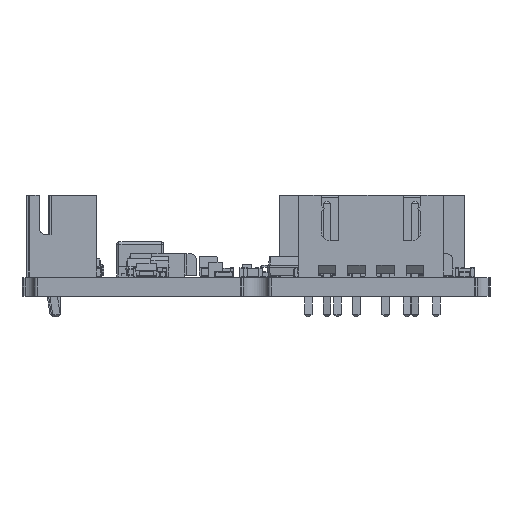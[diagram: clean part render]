
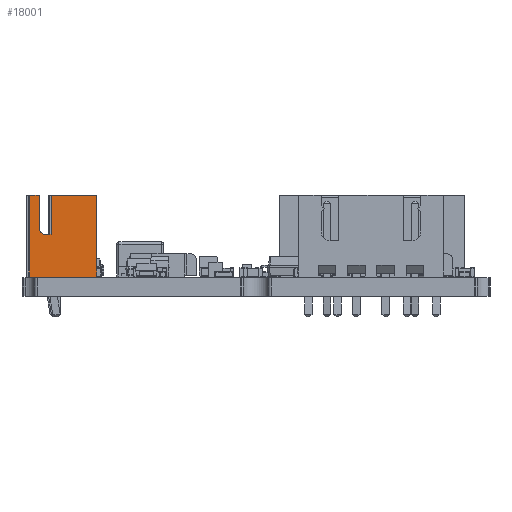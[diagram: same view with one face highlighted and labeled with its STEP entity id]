
A CAD part, left-side view. The second image highlights one B-rep face of the part: STEP entity #18001.
In plain terms, the highlighted planar face has unit normal (-1, 0, 0).
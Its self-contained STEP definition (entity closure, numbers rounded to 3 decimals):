
#17873 = VERTEX_POINT('',#17874);
#17874 = CARTESIAN_POINT('',(-2.45,0.5,7.));
#17880 = EDGE_CURVE('',#17873,#17881,#17883,.T.);
#17881 = VERTEX_POINT('',#17882);
#17882 = CARTESIAN_POINT('',(-2.45,-3.4,7.));
#17883 = LINE('',#17884,#17885);
#17884 = CARTESIAN_POINT('',(-2.45,2.35,7.));
#17885 = VECTOR('',#17886,1.);
#17886 = DIRECTION('',(0.,-1.,0.));
#17953 = VERTEX_POINT('',#17954);
#17954 = CARTESIAN_POINT('',(-2.45,0.5,3.65));
#17960 = EDGE_CURVE('',#17953,#17873,#17961,.T.);
#17961 = LINE('',#17962,#17963);
#17962 = CARTESIAN_POINT('',(-2.45,0.5,1.825));
#17963 = VECTOR('',#17964,1.);
#17964 = DIRECTION('',(0.,0.,1.));
#18001 = ADVANCED_FACE('',(#18002),#18061,.F.);
#18002 = FACE_BOUND('',#18003,.F.);
#18003 = EDGE_LOOP('',(#18004,#18014,#18022,#18030,#18038,#18047,#18053,
    #18054,#18055));
#18004 = ORIENTED_EDGE('',*,*,#18005,.F.);
#18005 = EDGE_CURVE('',#18006,#18008,#18010,.T.);
#18006 = VERTEX_POINT('',#18007);
#18007 = CARTESIAN_POINT('',(-2.45,2.35,0.));
#18008 = VERTEX_POINT('',#18009);
#18009 = CARTESIAN_POINT('',(-2.45,-3.4,0.));
#18010 = LINE('',#18011,#18012);
#18011 = CARTESIAN_POINT('',(-2.45,2.35,0.));
#18012 = VECTOR('',#18013,1.);
#18013 = DIRECTION('',(0.,-1.,0.));
#18014 = ORIENTED_EDGE('',*,*,#18015,.T.);
#18015 = EDGE_CURVE('',#18006,#18016,#18018,.T.);
#18016 = VERTEX_POINT('',#18017);
#18017 = CARTESIAN_POINT('',(-2.45,2.35,7.));
#18018 = LINE('',#18019,#18020);
#18019 = CARTESIAN_POINT('',(-2.45,2.35,0.));
#18020 = VECTOR('',#18021,1.);
#18021 = DIRECTION('',(0.,0.,1.));
#18022 = ORIENTED_EDGE('',*,*,#18023,.T.);
#18023 = EDGE_CURVE('',#18016,#18024,#18026,.T.);
#18024 = VERTEX_POINT('',#18025);
#18025 = CARTESIAN_POINT('',(-2.45,1.5,7.));
#18026 = LINE('',#18027,#18028);
#18027 = CARTESIAN_POINT('',(-2.45,2.35,7.));
#18028 = VECTOR('',#18029,1.);
#18029 = DIRECTION('',(0.,-1.,0.));
#18030 = ORIENTED_EDGE('',*,*,#18031,.T.);
#18031 = EDGE_CURVE('',#18024,#18032,#18034,.T.);
#18032 = VERTEX_POINT('',#18033);
#18033 = CARTESIAN_POINT('',(-2.45,1.5,4.15));
#18034 = LINE('',#18035,#18036);
#18035 = CARTESIAN_POINT('',(-2.45,1.5,3.5));
#18036 = VECTOR('',#18037,1.);
#18037 = DIRECTION('',(-0.,0.,-1.));
#18038 = ORIENTED_EDGE('',*,*,#18039,.F.);
#18039 = EDGE_CURVE('',#18040,#18032,#18042,.T.);
#18040 = VERTEX_POINT('',#18041);
#18041 = CARTESIAN_POINT('',(-2.45,1.,3.65));
#18042 = CIRCLE('',#18043,0.5);
#18043 = AXIS2_PLACEMENT_3D('',#18044,#18045,#18046);
#18044 = CARTESIAN_POINT('',(-2.45,1.,4.15));
#18045 = DIRECTION('',(1.,0.,0.));
#18046 = DIRECTION('',(0.,1.,0.));
#18047 = ORIENTED_EDGE('',*,*,#18048,.T.);
#18048 = EDGE_CURVE('',#18040,#17953,#18049,.T.);
#18049 = LINE('',#18050,#18051);
#18050 = CARTESIAN_POINT('',(-2.45,1.675,3.65));
#18051 = VECTOR('',#18052,1.);
#18052 = DIRECTION('',(0.,-1.,0.));
#18053 = ORIENTED_EDGE('',*,*,#17960,.T.);
#18054 = ORIENTED_EDGE('',*,*,#17880,.T.);
#18055 = ORIENTED_EDGE('',*,*,#18056,.F.);
#18056 = EDGE_CURVE('',#18008,#17881,#18057,.T.);
#18057 = LINE('',#18058,#18059);
#18058 = CARTESIAN_POINT('',(-2.45,-3.4,0.));
#18059 = VECTOR('',#18060,1.);
#18060 = DIRECTION('',(0.,0.,1.));
#18061 = PLANE('',#18062);
#18062 = AXIS2_PLACEMENT_3D('',#18063,#18064,#18065);
#18063 = CARTESIAN_POINT('',(-2.45,2.35,0.));
#18064 = DIRECTION('',(1.,0.,0.));
#18065 = DIRECTION('',(0.,-1.,0.));
